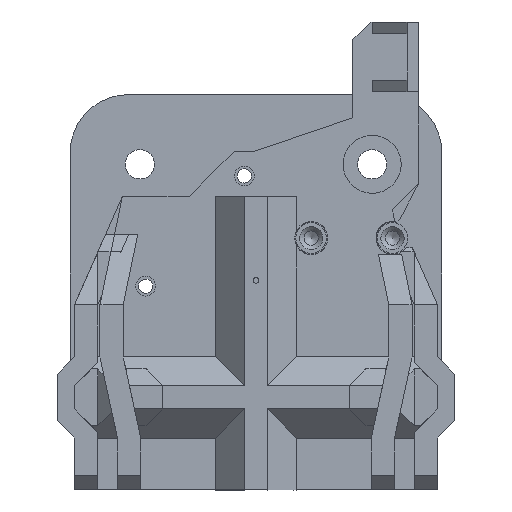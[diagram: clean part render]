
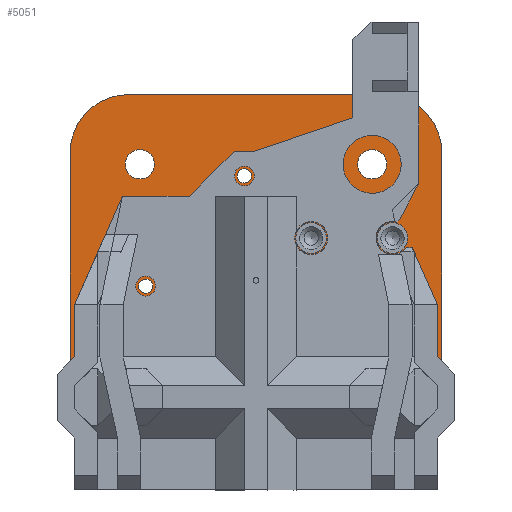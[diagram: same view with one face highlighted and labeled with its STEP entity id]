
A CAD part, front view. The second image highlights one B-rep face of the part: STEP entity #5051.
In plain terms, the highlighted planar face has unit normal (0, -1, 0).
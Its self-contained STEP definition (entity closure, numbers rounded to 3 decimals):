
#52=FACE_BOUND('',#601,.T.);
#53=FACE_BOUND('',#602,.T.);
#54=FACE_BOUND('',#603,.T.);
#55=FACE_BOUND('',#604,.T.);
#56=FACE_BOUND('',#605,.T.);
#57=FACE_BOUND('',#606,.T.);
#58=FACE_BOUND('',#607,.T.);
#120=PLANE('',#5366);
#338=FACE_OUTER_BOUND('',#600,.T.);
#600=EDGE_LOOP('',(#3577,#3578,#3579,#3580,#3581,#3582,#3583,#3584,#3585,
#3586));
#601=EDGE_LOOP('',(#3587));
#602=EDGE_LOOP('',(#3588));
#603=EDGE_LOOP('',(#3589));
#604=EDGE_LOOP('',(#3590));
#605=EDGE_LOOP('',(#3591));
#606=EDGE_LOOP('',(#3592));
#607=EDGE_LOOP('',(#3593));
#927=LINE('',#7148,#1571);
#938=LINE('',#7172,#1582);
#939=LINE('',#7175,#1583);
#940=LINE('',#7179,#1584);
#941=LINE('',#7181,#1585);
#942=LINE('',#7183,#1586);
#943=LINE('',#7187,#1587);
#1571=VECTOR('',#5770,10.);
#1582=VECTOR('',#5791,10.);
#1583=VECTOR('',#5794,10.);
#1584=VECTOR('',#5797,10.);
#1585=VECTOR('',#5798,10.);
#1586=VECTOR('',#5799,10.);
#1587=VECTOR('',#5802,10.);
#2212=CIRCLE('',#5367,12.);
#2213=CIRCLE('',#5368,10.);
#2214=CIRCLE('',#5369,10.);
#2215=CIRCLE('',#5370,2.635);
#2216=CIRCLE('',#5371,2.635);
#2217=CIRCLE('',#5372,1.23);
#2218=CIRCLE('',#5373,1.23);
#2219=CIRCLE('',#5374,3.6);
#2220=CIRCLE('',#5375,2.53);
#2221=CIRCLE('',#5376,2.53);
#2314=VERTEX_POINT('',#7145);
#2315=VERTEX_POINT('',#7147);
#2323=VERTEX_POINT('',#7170);
#2324=VERTEX_POINT('',#7174);
#2325=VERTEX_POINT('',#7176);
#2326=VERTEX_POINT('',#7178);
#2327=VERTEX_POINT('',#7180);
#2328=VERTEX_POINT('',#7182);
#2329=VERTEX_POINT('',#7184);
#2330=VERTEX_POINT('',#7186);
#2331=VERTEX_POINT('',#7189);
#2332=VERTEX_POINT('',#7191);
#2333=VERTEX_POINT('',#7193);
#2334=VERTEX_POINT('',#7195);
#2335=VERTEX_POINT('',#7197);
#2336=VERTEX_POINT('',#7199);
#2337=VERTEX_POINT('',#7201);
#2804=EDGE_CURVE('',#2315,#2314,#927,.T.);
#2817=EDGE_CURVE('',#2323,#2314,#938,.T.);
#2818=EDGE_CURVE('',#2323,#2324,#939,.T.);
#2819=EDGE_CURVE('',#2324,#2325,#2212,.T.);
#2820=EDGE_CURVE('',#2325,#2326,#940,.T.);
#2821=EDGE_CURVE('',#2327,#2326,#941,.T.);
#2822=EDGE_CURVE('',#2327,#2328,#942,.T.);
#2823=EDGE_CURVE('',#2329,#2328,#2213,.T.);
#2824=EDGE_CURVE('',#2329,#2330,#943,.T.);
#2825=EDGE_CURVE('',#2315,#2330,#2214,.T.);
#2826=EDGE_CURVE('',#2331,#2331,#2215,.T.);
#2827=EDGE_CURVE('',#2332,#2332,#2216,.T.);
#2828=EDGE_CURVE('',#2333,#2333,#2217,.T.);
#2829=EDGE_CURVE('',#2334,#2334,#2218,.T.);
#2830=EDGE_CURVE('',#2335,#2335,#2219,.T.);
#2831=EDGE_CURVE('',#2336,#2336,#2220,.T.);
#2832=EDGE_CURVE('',#2337,#2337,#2221,.T.);
#3577=ORIENTED_EDGE('',*,*,#2817,.F.);
#3578=ORIENTED_EDGE('',*,*,#2818,.T.);
#3579=ORIENTED_EDGE('',*,*,#2819,.T.);
#3580=ORIENTED_EDGE('',*,*,#2820,.T.);
#3581=ORIENTED_EDGE('',*,*,#2821,.F.);
#3582=ORIENTED_EDGE('',*,*,#2822,.T.);
#3583=ORIENTED_EDGE('',*,*,#2823,.F.);
#3584=ORIENTED_EDGE('',*,*,#2824,.T.);
#3585=ORIENTED_EDGE('',*,*,#2825,.F.);
#3586=ORIENTED_EDGE('',*,*,#2804,.T.);
#3587=ORIENTED_EDGE('',*,*,#2826,.T.);
#3588=ORIENTED_EDGE('',*,*,#2827,.T.);
#3589=ORIENTED_EDGE('',*,*,#2828,.T.);
#3590=ORIENTED_EDGE('',*,*,#2829,.T.);
#3591=ORIENTED_EDGE('',*,*,#2830,.T.);
#3592=ORIENTED_EDGE('',*,*,#2831,.T.);
#3593=ORIENTED_EDGE('',*,*,#2832,.T.);
#5051=ADVANCED_FACE('',(#338,#52,#53,#54,#55,#56,#57,#58),#120,.T.);
#5366=AXIS2_PLACEMENT_3D('',#7173,#5792,#5793);
#5367=AXIS2_PLACEMENT_3D('',#7177,#5795,#5796);
#5368=AXIS2_PLACEMENT_3D('',#7185,#5800,#5801);
#5369=AXIS2_PLACEMENT_3D('',#7188,#5803,#5804);
#5370=AXIS2_PLACEMENT_3D('',#7190,#5805,#5806);
#5371=AXIS2_PLACEMENT_3D('',#7192,#5807,#5808);
#5372=AXIS2_PLACEMENT_3D('',#7194,#5809,#5810);
#5373=AXIS2_PLACEMENT_3D('',#7196,#5811,#5812);
#5374=AXIS2_PLACEMENT_3D('',#7198,#5813,#5814);
#5375=AXIS2_PLACEMENT_3D('',#7200,#5815,#5816);
#5376=AXIS2_PLACEMENT_3D('',#7202,#5817,#5818);
#5770=DIRECTION('',(0.,0.,-1.));
#5791=DIRECTION('',(-1.,0.,0.));
#5792=DIRECTION('center_axis',(0.,-1.,0.));
#5793=DIRECTION('ref_axis',(1.,0.,0.));
#5794=DIRECTION('',(0.,0.,-1.));
#5795=DIRECTION('center_axis',(0.,-1.,0.));
#5796=DIRECTION('ref_axis',(-1.,0.,0.));
#5797=DIRECTION('',(0.,0.,1.));
#5798=DIRECTION('',(-1.,0.,0.));
#5799=DIRECTION('',(0.,0.,1.));
#5800=DIRECTION('center_axis',(0.,1.,0.));
#5801=DIRECTION('ref_axis',(0.707,0.,0.707));
#5802=DIRECTION('',(-1.,0.,0.));
#5803=DIRECTION('center_axis',(0.,1.,0.));
#5804=DIRECTION('ref_axis',(-0.707,0.,0.707));
#5805=DIRECTION('center_axis',(0.,1.,0.));
#5806=DIRECTION('ref_axis',(1.,0.,0.));
#5807=DIRECTION('center_axis',(0.,1.,0.));
#5808=DIRECTION('ref_axis',(1.,0.,0.));
#5809=DIRECTION('center_axis',(0.,1.,0.));
#5810=DIRECTION('ref_axis',(1.,0.,0.));
#5811=DIRECTION('center_axis',(0.,1.,0.));
#5812=DIRECTION('ref_axis',(1.,0.,0.));
#5813=DIRECTION('center_axis',(0.,1.,0.));
#5814=DIRECTION('ref_axis',(-1.,0.,0.));
#5815=DIRECTION('center_axis',(0.,1.,0.));
#5816=DIRECTION('ref_axis',(-1.,0.,0.));
#5817=DIRECTION('center_axis',(0.,1.,0.));
#5818=DIRECTION('ref_axis',(-1.,0.,0.));
#7145=CARTESIAN_POINT('',(348.,-17.778,-530.015));
#7147=CARTESIAN_POINT('',(348.,-17.778,-494.455));
#7148=CARTESIAN_POINT('',(348.,-17.778,-484.455));
#7170=CARTESIAN_POINT('',(368.,-17.778,-530.015));
#7172=CARTESIAN_POINT('',(364.,-17.778,-530.015));
#7173=CARTESIAN_POINT('Origin',(380.,-17.778,-516.455));
#7174=CARTESIAN_POINT('',(368.,-17.778,-536.455));
#7175=CARTESIAN_POINT('',(368.,-17.778,-532.515));
#7176=CARTESIAN_POINT('',(392.,-17.778,-536.455));
#7177=CARTESIAN_POINT('Origin',(380.,-17.778,-536.455));
#7178=CARTESIAN_POINT('',(392.,-17.778,-530.015));
#7179=CARTESIAN_POINT('',(392.,-17.778,-536.455));
#7180=CARTESIAN_POINT('',(412.,-17.778,-530.015));
#7181=CARTESIAN_POINT('',(386.,-17.778,-530.015));
#7182=CARTESIAN_POINT('',(412.,-17.778,-494.455));
#7183=CARTESIAN_POINT('',(412.,-17.778,-532.515));
#7184=CARTESIAN_POINT('',(402.,-17.778,-484.455));
#7185=CARTESIAN_POINT('Origin',(402.,-17.778,-494.455));
#7186=CARTESIAN_POINT('',(358.,-17.778,-484.455));
#7187=CARTESIAN_POINT('',(412.,-17.778,-484.455));
#7188=CARTESIAN_POINT('Origin',(358.,-17.778,-494.455));
#7189=CARTESIAN_POINT('',(400.865,-17.778,-509.155));
#7190=CARTESIAN_POINT('Origin',(403.5,-17.778,-509.155));
#7191=CARTESIAN_POINT('',(386.865,-17.778,-509.155));
#7192=CARTESIAN_POINT('Origin',(389.5,-17.778,-509.155));
#7193=CARTESIAN_POINT('',(376.771,-17.778,-498.455));
#7194=CARTESIAN_POINT('Origin',(378.,-17.778,-498.455));
#7195=CARTESIAN_POINT('',(359.771,-17.778,-517.455));
#7196=CARTESIAN_POINT('Origin',(361.,-17.778,-517.455));
#7197=CARTESIAN_POINT('',(383.6,-17.778,-536.455));
#7198=CARTESIAN_POINT('Origin',(380.,-17.778,-536.455));
#7199=CARTESIAN_POINT('',(402.53,-17.778,-496.455));
#7200=CARTESIAN_POINT('Origin',(400.,-17.778,-496.455));
#7201=CARTESIAN_POINT('',(362.53,-17.778,-496.455));
#7202=CARTESIAN_POINT('Origin',(360.,-17.778,-496.455));
